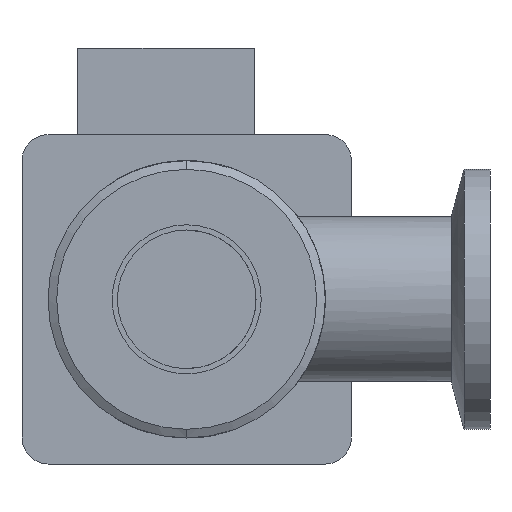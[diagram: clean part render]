
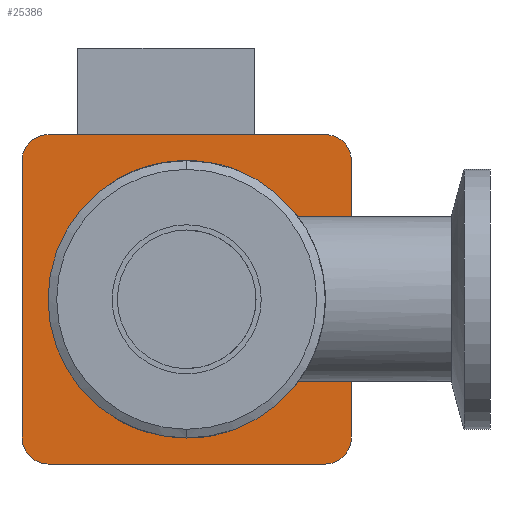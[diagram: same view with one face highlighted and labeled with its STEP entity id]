
A CAD part, front view. The second image highlights one B-rep face of the part: STEP entity #25386.
In plain terms, the highlighted planar face has unit normal (0, -1, 0).
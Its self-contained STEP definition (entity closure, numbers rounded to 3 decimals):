
#1289 = DIRECTION ( 'NONE',  ( 0., -1., 0. ) ) ;
#1558 = CARTESIAN_POINT ( 'NONE',  ( 0., 21., 16. ) ) ;
#2673 = DIRECTION ( 'NONE',  ( 0., -1., 0. ) ) ;
#3806 = CARTESIAN_POINT ( 'NONE',  ( 16., 21., 16. ) ) ;
#3852 = FACE_OUTER_BOUND ( 'NONE', #34930, .T. ) ;
#4385 = EDGE_CURVE ( 'NONE', #33436, #9878, #28357, .T. ) ;
#5680 = CARTESIAN_POINT ( 'NONE',  ( 0., 21., 0. ) ) ;
#6983 = CARTESIAN_POINT ( 'NONE',  ( 0., 21., 0. ) ) ;
#7221 = CIRCLE ( 'NONE', #19922, 3. ) ;
#7230 = DIRECTION ( 'NONE',  ( 0., -1., 0. ) ) ;
#7302 = CARTESIAN_POINT ( 'NONE',  ( -16., 21., 19. ) ) ;
#7321 = VERTEX_POINT ( 'NONE', #1558 ) ;
#7436 = CARTESIAN_POINT ( 'NONE',  ( 19., 21., 19. ) ) ;
#7438 = EDGE_CURVE ( 'NONE', #47935, #22312, #19535, .T. ) ;
#8213 = DIRECTION ( 'NONE',  ( 0., 0., -1. ) ) ;
#8976 = AXIS2_PLACEMENT_3D ( 'NONE', #5680, #14211, #44348 ) ;
#9712 = VERTEX_POINT ( 'NONE', #28002 ) ;
#9878 = VERTEX_POINT ( 'NONE', #16658 ) ;
#11980 = DIRECTION ( 'NONE',  ( 0., 0., -1. ) ) ;
#12364 = CARTESIAN_POINT ( 'NONE',  ( 0., 21., 0. ) ) ;
#12478 = VERTEX_POINT ( 'NONE', #55564 ) ;
#13833 = LINE ( 'NONE', #52775, #43176 ) ;
#14211 = DIRECTION ( 'NONE',  ( 0., 1., 0. ) ) ;
#15032 = VERTEX_POINT ( 'NONE', #7302 ) ;
#16439 = EDGE_CURVE ( 'NONE', #12478, #9878, #7221, .T. ) ;
#16658 = CARTESIAN_POINT ( 'NONE',  ( -16., 21., -19. ) ) ;
#16825 = CARTESIAN_POINT ( 'NONE',  ( 0., 21., -16. ) ) ;
#17427 = VECTOR ( 'NONE', #11980, 1000. ) ;
#17775 = EDGE_CURVE ( 'NONE', #33436, #9712, #51704, .T. ) ;
#18160 = DIRECTION ( 'NONE',  ( 1., 0., 0. ) ) ;
#18372 = VECTOR ( 'NONE', #18160, 1000. ) ;
#18641 = DIRECTION ( 'NONE',  ( 0., 0., -1. ) ) ;
#19253 = DIRECTION ( 'NONE',  ( -1., 0., 0. ) ) ;
#19535 = CIRCLE ( 'NONE', #53140, 3. ) ;
#19922 = AXIS2_PLACEMENT_3D ( 'NONE', #40251, #1289, #18641 ) ;
#22312 = VERTEX_POINT ( 'NONE', #38611 ) ;
#22562 = EDGE_CURVE ( 'NONE', #56127, #7321, #36262, .T. ) ;
#23026 = EDGE_CURVE ( 'NONE', #7321, #56127, #50727, .T. ) ;
#23514 = DIRECTION ( 'NONE',  ( 0., 0., 1. ) ) ;
#23713 = ORIENTED_EDGE ( 'NONE', *, *, #30739, .F. ) ;
#24571 = DIRECTION ( 'NONE',  ( 0., 0., -1. ) ) ;
#25386 = ADVANCED_FACE ( 'NONE', ( #38527, #3852 ), #55573, .T. ) ;
#26033 = ORIENTED_EDGE ( 'NONE', *, *, #17775, .T. ) ;
#27214 = AXIS2_PLACEMENT_3D ( 'NONE', #46457, #7230, #42197 ) ;
#27631 = ORIENTED_EDGE ( 'NONE', *, *, #50970, .F. ) ;
#28002 = CARTESIAN_POINT ( 'NONE',  ( 19., 21., -16. ) ) ;
#28357 = LINE ( 'NONE', #50224, #43961 ) ;
#29831 = DIRECTION ( 'NONE',  ( 0., -1., 0. ) ) ;
#30739 = EDGE_CURVE ( 'NONE', #12478, #42924, #13833, .T. ) ;
#32132 = CARTESIAN_POINT ( 'NONE',  ( 16., 21., -19. ) ) ;
#33436 = VERTEX_POINT ( 'NONE', #32132 ) ;
#34168 = LINE ( 'NONE', #7436, #17427 ) ;
#34930 = EDGE_LOOP ( 'NONE', ( #46124, #26033, #27631, #42693, #44513, #54235, #23713, #40970 ) ) ;
#35810 = CARTESIAN_POINT ( 'NONE',  ( -19., 21., 16. ) ) ;
#36262 = CIRCLE ( 'NONE', #8976, 16. ) ;
#36353 = LINE ( 'NONE', #53683, #18372 ) ;
#37134 = AXIS2_PLACEMENT_3D ( 'NONE', #6983, #41127, #23514 ) ;
#38527 = FACE_BOUND ( 'NONE', #49403, .T. ) ;
#38611 = CARTESIAN_POINT ( 'NONE',  ( 16., 21., 19. ) ) ;
#38810 = DIRECTION ( 'NONE',  ( 0., -1., 0. ) ) ;
#40251 = CARTESIAN_POINT ( 'NONE',  ( -16., 21., -16. ) ) ;
#40970 = ORIENTED_EDGE ( 'NONE', *, *, #16439, .T. ) ;
#41127 = DIRECTION ( 'NONE',  ( 0., 1., 0. ) ) ;
#41859 = AXIS2_PLACEMENT_3D ( 'NONE', #47162, #29831, #8213 ) ;
#42197 = DIRECTION ( 'NONE',  ( 0., 0., -1. ) ) ;
#42693 = ORIENTED_EDGE ( 'NONE', *, *, #7438, .T. ) ;
#42924 = VERTEX_POINT ( 'NONE', #35810 ) ;
#43176 = VECTOR ( 'NONE', #47676, 1000. ) ;
#43961 = VECTOR ( 'NONE', #19253, 1000. ) ;
#43985 = EDGE_CURVE ( 'NONE', #15032, #42924, #53675, .T. ) ;
#44348 = DIRECTION ( 'NONE',  ( 0., 0., 1. ) ) ;
#44513 = ORIENTED_EDGE ( 'NONE', *, *, #51533, .F. ) ;
#46124 = ORIENTED_EDGE ( 'NONE', *, *, #4385, .F. ) ;
#46457 = CARTESIAN_POINT ( 'NONE',  ( 16., 21., -16. ) ) ;
#47162 = CARTESIAN_POINT ( 'NONE',  ( -16., 21., 16. ) ) ;
#47676 = DIRECTION ( 'NONE',  ( 0., 0., 1. ) ) ;
#47935 = VERTEX_POINT ( 'NONE', #49466 ) ;
#49403 = EDGE_LOOP ( 'NONE', ( #52568, #54847 ) ) ;
#49466 = CARTESIAN_POINT ( 'NONE',  ( 19., 21., 16. ) ) ;
#50224 = CARTESIAN_POINT ( 'NONE',  ( -19., 21., -19. ) ) ;
#50727 = CIRCLE ( 'NONE', #37134, 16. ) ;
#50970 = EDGE_CURVE ( 'NONE', #47935, #9712, #34168, .T. ) ;
#51229 = AXIS2_PLACEMENT_3D ( 'NONE', #12364, #38810, #55286 ) ;
#51533 = EDGE_CURVE ( 'NONE', #15032, #22312, #36353, .T. ) ;
#51704 = CIRCLE ( 'NONE', #27214, 3. ) ;
#52568 = ORIENTED_EDGE ( 'NONE', *, *, #22562, .T. ) ;
#52775 = CARTESIAN_POINT ( 'NONE',  ( -19., 21., 19. ) ) ;
#53140 = AXIS2_PLACEMENT_3D ( 'NONE', #3806, #2673, #24571 ) ;
#53675 = CIRCLE ( 'NONE', #41859, 3. ) ;
#53683 = CARTESIAN_POINT ( 'NONE',  ( -19., 21., 19. ) ) ;
#54235 = ORIENTED_EDGE ( 'NONE', *, *, #43985, .T. ) ;
#54847 = ORIENTED_EDGE ( 'NONE', *, *, #23026, .T. ) ;
#55286 = DIRECTION ( 'NONE',  ( 0., 0., -1. ) ) ;
#55564 = CARTESIAN_POINT ( 'NONE',  ( -19., 21., -16. ) ) ;
#55573 = PLANE ( 'NONE',  #51229 ) ;
#56127 = VERTEX_POINT ( 'NONE', #16825 ) ;
